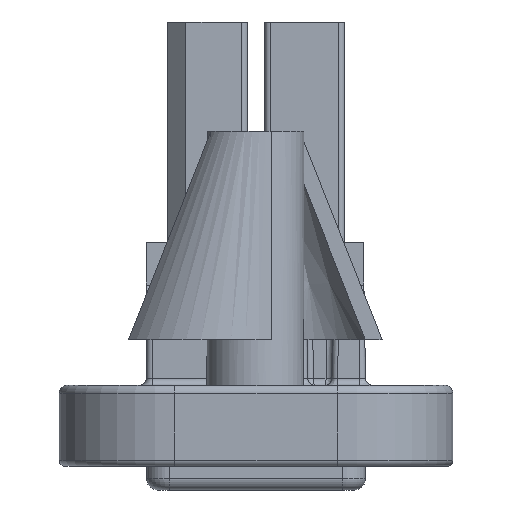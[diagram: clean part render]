
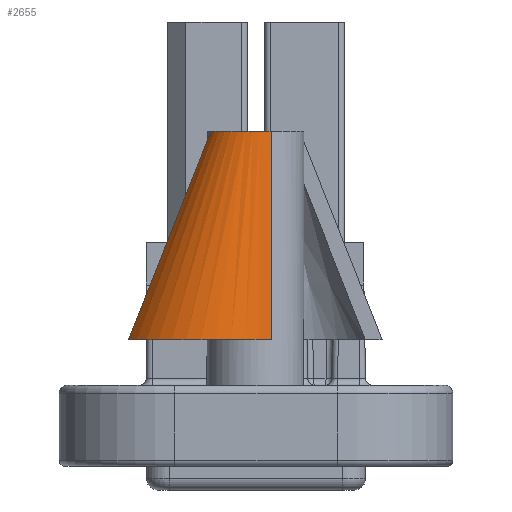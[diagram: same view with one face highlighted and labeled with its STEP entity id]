
A CAD part, left-side view. The second image highlights one B-rep face of the part: STEP entity #2655.
In plain terms, the highlighted free-form (B-spline) face has degree [3, 1] with [4, 2] control points.
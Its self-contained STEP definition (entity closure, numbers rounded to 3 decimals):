
#389 = VERTEX_POINT ( 'NONE', #8164 ) ;
#561 = FACE_OUTER_BOUND ( 'NONE', #6613, .T. ) ;
#583 = CARTESIAN_POINT ( 'NONE',  ( -18.343, 1.447, 6.507 ) ) ;
#1105 = CARTESIAN_POINT ( 'NONE',  ( -15.334, 5.51, 6.507 ) ) ;
#1152 = ORIENTED_EDGE ( 'NONE', *, *, #4992, .T. ) ;
#1344 = CARTESIAN_POINT ( 'NONE',  ( -15.334, 1.951, 15.513 ) ) ;
#1356 =( BOUNDED_CURVE ( )  B_SPLINE_CURVE ( 1, ( #1789, #7042 ),
 .UNSPECIFIED., .F., .F. ) 
 B_SPLINE_CURVE_WITH_KNOTS ( ( 2, 2 ),
 ( 0., 1. ),
 .UNSPECIFIED. ) 
 CURVE ( )  GEOMETRIC_REPRESENTATION_ITEM ( )  RATIONAL_B_SPLINE_CURVE ( ( 1.098, 1.147 ) ) 
 REPRESENTATION_ITEM ( '' )  );
#1400 = CARTESIAN_POINT ( 'NONE',  ( -16.479, -0.66, 15.513 ) ) ;
#1608 = ORIENTED_EDGE ( 'NONE', *, *, #9281, .T. ) ;
#1638 = ORIENTED_EDGE ( 'NONE', *, *, #7285, .F. ) ;
#1789 = CARTESIAN_POINT ( 'NONE',  ( -15.334, 1.951, 15.513 ) ) ;
#2287 = CARTESIAN_POINT ( 'NONE',  ( -15.334, 1.951, 15.513 ) ) ;
#2491 = AXIS2_PLACEMENT_3D ( 'NONE', #9842, #3712, #4261 ) ;
#2655 = ADVANCED_FACE ( 'NONE', ( #561 ), #8249, .T. ) ;
#2978 =( BOUNDED_CURVE ( )  B_SPLINE_CURVE ( 1, ( #5459, #1400 ),
 .UNSPECIFIED., .F., .F. ) 
 B_SPLINE_CURVE_WITH_KNOTS ( ( 2, 2 ),
 ( 0., 1. ),
 .UNSPECIFIED. ) 
 CURVE ( )  GEOMETRIC_REPRESENTATION_ITEM ( )  RATIONAL_B_SPLINE_CURVE ( ( 1.147, 1.098 ) ) 
 REPRESENTATION_ITEM ( '' )  );
#3021 = CARTESIAN_POINT ( 'NONE',  ( -16.395, 1.491, 15.512 ) ) ;
#3381 = CARTESIAN_POINT ( 'NONE',  ( -17.83, 4.213, 6.507 ) ) ;
#3520 = CIRCLE ( 'NONE', #2491, 3.981 ) ;
#3593 = CARTESIAN_POINT ( 'NONE',  ( -16.395, 1.491, 15.513 ) ) ;
#3712 = DIRECTION ( 'NONE',  ( 0., 0., 1. ) ) ;
#3967 = CARTESIAN_POINT ( 'NONE',  ( -16.479, -0.66, 6.507 ) ) ;
#4261 = DIRECTION ( 'NONE',  ( -0.461, 0.887, 0. ) ) ;
#4273 = CARTESIAN_POINT ( 'NONE',  ( -16.479, -0.66, 6.507 ) ) ;
#4833 = VERTEX_POINT ( 'NONE', #3967 ) ;
#4992 = EDGE_CURVE ( 'NONE', #9793, #4833, #3520, .T. ) ;
#5018 = CARTESIAN_POINT ( 'NONE',  ( -16.859, 0.432, 15.512 ) ) ;
#5386 = CARTESIAN_POINT ( 'NONE',  ( -16.479, -0.66, 15.513 ) ) ;
#5459 = CARTESIAN_POINT ( 'NONE',  ( -16.479, -0.66, 6.507 ) ) ;
#5740 = CARTESIAN_POINT ( 'NONE',  ( -15.334, 1.951, 15.513 ) ) ;
#6200 =( BOUNDED_CURVE ( )  B_SPLINE_CURVE ( 3, ( #2287, #3021, #7788, #5386 ),
 .UNSPECIFIED., .F., .F. ) 
 B_SPLINE_CURVE_WITH_KNOTS ( ( 4, 4 ),
 ( 0., 0.003 ),
 .UNSPECIFIED. ) 
 CURVE ( )  GEOMETRIC_REPRESENTATION_ITEM ( )  RATIONAL_B_SPLINE_CURVE ( ( 1.098, 0.902, 0.902, 1.098 ) ) 
 REPRESENTATION_ITEM ( '' )  );
#6613 = EDGE_LOOP ( 'NONE', ( #1638, #7213, #1152, #1608 ) ) ;
#7042 = CARTESIAN_POINT ( 'NONE',  ( -15.334, 5.51, 6.507 ) ) ;
#7091 = VERTEX_POINT ( 'NONE', #1344 ) ;
#7213 = ORIENTED_EDGE ( 'NONE', *, *, #7712, .T. ) ;
#7285 = EDGE_CURVE ( 'NONE', #7091, #389, #6200, .T. ) ;
#7712 = EDGE_CURVE ( 'NONE', #7091, #9793, #1356, .T. ) ;
#7788 = CARTESIAN_POINT ( 'NONE',  ( -16.859, 0.432, 15.512 ) ) ;
#8164 = CARTESIAN_POINT ( 'NONE',  ( -16.479, -0.66, 15.513 ) ) ;
#8249 =( BOUNDED_SURFACE ( )  B_SPLINE_SURFACE ( 3, 1, ( 
 ( #8983, #4273 ),
 ( #5018, #583 ),
 ( #3593, #3381 ),
 ( #5740, #1105 ) ),
 .UNSPECIFIED., .F., .F., .F. ) 
 B_SPLINE_SURFACE_WITH_KNOTS ( ( 4, 4 ),
 ( 2, 2 ),
 ( 0., 1. ),
 ( 0., 1. ),
 .UNSPECIFIED. ) 
 GEOMETRIC_REPRESENTATION_ITEM ( )  RATIONAL_B_SPLINE_SURFACE ( (
 ( 1.098, 1.147),
 ( 0.902, 0.853),
 ( 0.902, 0.853),
 ( 1.098, 1.147) ) ) 
 REPRESENTATION_ITEM ( '' )  SURFACE ( )  );
#8983 = CARTESIAN_POINT ( 'NONE',  ( -16.479, -0.66, 15.513 ) ) ;
#9281 = EDGE_CURVE ( 'NONE', #4833, #389, #2978, .T. ) ;
#9663 = CARTESIAN_POINT ( 'NONE',  ( -15.334, 5.51, 6.507 ) ) ;
#9793 = VERTEX_POINT ( 'NONE', #9663 ) ;
#9842 = CARTESIAN_POINT ( 'NONE',  ( -13.497, 1.978, 6.507 ) ) ;
